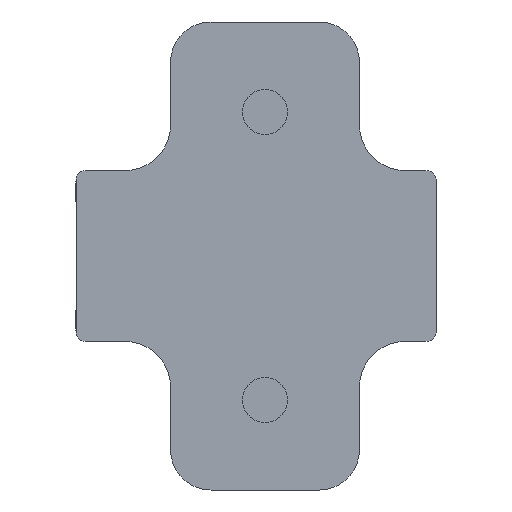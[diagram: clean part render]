
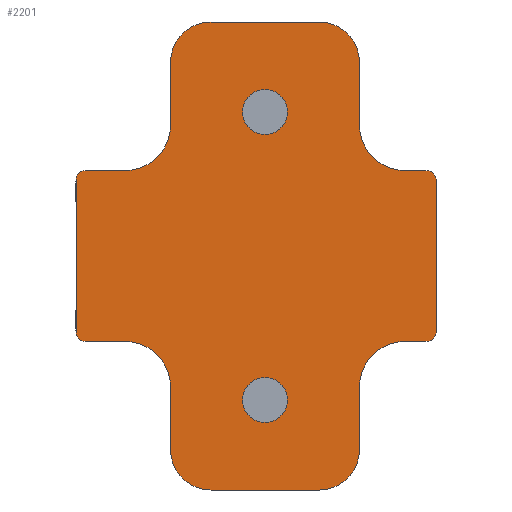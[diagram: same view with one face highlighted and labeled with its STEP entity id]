
A CAD part, left-side view. The second image highlights one B-rep face of the part: STEP entity #2201.
In plain terms, the highlighted planar face has unit normal (-1, 0, 0).
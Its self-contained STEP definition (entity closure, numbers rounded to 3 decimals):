
#341=CARTESIAN_POINT('',(0.,-18.,8.498));
#342=DIRECTION('',(-1.,0.,0.));
#343=DIRECTION('',(0.,-1.,0.));
#344=AXIS2_PLACEMENT_3D('',#341,#342,#343);
#346=DIRECTION('',(0.,0.,1.));
#347=VECTOR('',#346,16.996);
#348=CARTESIAN_POINT('',(0.,-19.,-8.498));
#349=LINE('',#348,#347);
#350=CARTESIAN_POINT('',(0.,-18.,-8.498));
#351=DIRECTION('',(-1.,0.,0.));
#352=DIRECTION('',(0.,0.,-1.));
#353=AXIS2_PLACEMENT_3D('',#350,#351,#352);
#355=DIRECTION('',(0.,-1.,0.));
#356=VECTOR('',#355,2.5);
#357=CARTESIAN_POINT('',(0.,-15.5,-9.498));
#358=LINE('',#357,#356);
#359=CARTESIAN_POINT('',(0.,-15.5,-14.498));
#360=DIRECTION('',(1.,0.,0.));
#361=DIRECTION('',(0.,1.,0.));
#362=AXIS2_PLACEMENT_3D('',#359,#360,#361);
#364=DIRECTION('',(0.,0.,1.));
#365=VECTOR('',#364,7.002);
#366=CARTESIAN_POINT('',(0.,-10.5,-21.5));
#367=LINE('',#366,#365);
#368=CARTESIAN_POINT('',(0.,-6.,-21.5));
#369=DIRECTION('',(-1.,0.,0.));
#370=DIRECTION('',(0.,0.,-1.));
#371=AXIS2_PLACEMENT_3D('',#368,#369,#370);
#373=DIRECTION('',(0.,-1.,0.));
#374=VECTOR('',#373,12.);
#375=CARTESIAN_POINT('',(0.,6.,-26.));
#376=LINE('',#375,#374);
#377=CARTESIAN_POINT('',(0.,6.,-21.5));
#378=DIRECTION('',(-1.,0.,0.));
#379=DIRECTION('',(0.,1.,0.));
#380=AXIS2_PLACEMENT_3D('',#377,#378,#379);
#382=DIRECTION('',(0.,0.,-1.));
#383=VECTOR('',#382,7.);
#384=CARTESIAN_POINT('',(0.,10.5,-14.5));
#385=LINE('',#384,#383);
#386=CARTESIAN_POINT('',(0.,15.5,-14.5));
#387=DIRECTION('',(1.,0.,0.));
#388=DIRECTION('',(0.,0.,1.));
#389=AXIS2_PLACEMENT_3D('',#386,#387,#388);
#391=DIRECTION('',(0.,-1.,0.));
#392=VECTOR('',#391,4.5);
#393=CARTESIAN_POINT('',(0.,20.,-9.5));
#394=LINE('',#393,#392);
#395=CARTESIAN_POINT('',(0.,20.,-8.5));
#396=DIRECTION('',(-1.,0.,0.));
#397=DIRECTION('',(0.,1.,0.));
#398=AXIS2_PLACEMENT_3D('',#395,#396,#397);
#400=DIRECTION('',(0.,0.,-1.));
#401=VECTOR('',#400,17.);
#402=CARTESIAN_POINT('',(0.,21.,8.5));
#403=LINE('',#402,#401);
#404=CARTESIAN_POINT('',(0.,20.,8.5));
#405=DIRECTION('',(-1.,0.,0.));
#406=DIRECTION('',(0.,0.,1.));
#407=AXIS2_PLACEMENT_3D('',#404,#405,#406);
#409=DIRECTION('',(0.,1.,0.));
#410=VECTOR('',#409,4.5);
#411=CARTESIAN_POINT('',(0.,15.5,9.5));
#412=LINE('',#411,#410);
#413=CARTESIAN_POINT('',(0.,15.5,14.5));
#414=DIRECTION('',(1.,0.,0.));
#415=DIRECTION('',(0.,-1.,0.));
#416=AXIS2_PLACEMENT_3D('',#413,#414,#415);
#418=DIRECTION('',(0.,0.,-1.));
#419=VECTOR('',#418,7.);
#420=CARTESIAN_POINT('',(0.,10.5,21.5));
#421=LINE('',#420,#419);
#422=CARTESIAN_POINT('',(0.,6.,21.5));
#423=DIRECTION('',(-1.,0.,0.));
#424=DIRECTION('',(0.,0.,1.));
#425=AXIS2_PLACEMENT_3D('',#422,#423,#424);
#427=DIRECTION('',(0.,1.,0.));
#428=VECTOR('',#427,12.);
#429=CARTESIAN_POINT('',(0.,-6.,26.));
#430=LINE('',#429,#428);
#431=CARTESIAN_POINT('',(0.,-6.,21.5));
#432=DIRECTION('',(-1.,0.,0.));
#433=DIRECTION('',(0.,-1.,0.));
#434=AXIS2_PLACEMENT_3D('',#431,#432,#433);
#436=DIRECTION('',(0.,0.,1.));
#437=VECTOR('',#436,7.002);
#438=CARTESIAN_POINT('',(0.,-10.5,14.498));
#439=LINE('',#438,#437);
#440=CARTESIAN_POINT('',(0.,-15.5,14.498));
#441=DIRECTION('',(1.,0.,0.));
#442=DIRECTION('',(0.,0.,-1.));
#443=AXIS2_PLACEMENT_3D('',#440,#441,#442);
#445=DIRECTION('',(0.,1.,0.));
#446=VECTOR('',#445,2.5);
#447=CARTESIAN_POINT('',(0.,-18.,9.498));
#448=LINE('',#447,#446);
#449=CARTESIAN_POINT('',(0.,0.,16.));
#450=DIRECTION('',(1.,0.,0.));
#451=DIRECTION('',(0.,-1.,0.));
#452=AXIS2_PLACEMENT_3D('',#449,#450,#451);
#454=CARTESIAN_POINT('',(0.,0.,16.));
#455=DIRECTION('',(1.,0.,0.));
#456=DIRECTION('',(0.,1.,0.));
#457=AXIS2_PLACEMENT_3D('',#454,#455,#456);
#459=CARTESIAN_POINT('',(0.,0.,-16.));
#460=DIRECTION('',(1.,0.,0.));
#461=DIRECTION('',(0.,-1.,0.));
#462=AXIS2_PLACEMENT_3D('',#459,#460,#461);
#464=CARTESIAN_POINT('',(0.,0.,-16.));
#465=DIRECTION('',(1.,0.,0.));
#466=DIRECTION('',(0.,1.,0.));
#467=AXIS2_PLACEMENT_3D('',#464,#465,#466);
#1727=CARTESIAN_POINT('',(0.,2.5,16.));
#1728=VERTEX_POINT('',#1727);
#1729=CARTESIAN_POINT('',(0.,-2.5,16.));
#1730=VERTEX_POINT('',#1729);
#1731=CARTESIAN_POINT('',(0.,-19.,8.498));
#1732=CARTESIAN_POINT('',(0.,-18.,9.498));
#1733=VERTEX_POINT('',#1731);
#1734=VERTEX_POINT('',#1732);
#1735=CARTESIAN_POINT('',(0.,2.5,-16.));
#1736=VERTEX_POINT('',#1735);
#1737=CARTESIAN_POINT('',(0.,-2.5,-16.));
#1738=VERTEX_POINT('',#1737);
#1743=CARTESIAN_POINT('',(0.,-15.5,9.498));
#1744=VERTEX_POINT('',#1743);
#1745=CARTESIAN_POINT('',(0.,-19.,-8.498));
#1746=VERTEX_POINT('',#1745);
#1753=CARTESIAN_POINT('',(0.,-10.5,14.498));
#1754=VERTEX_POINT('',#1753);
#1755=CARTESIAN_POINT('',(0.,-18.,-9.498));
#1756=VERTEX_POINT('',#1755);
#1771=CARTESIAN_POINT('',(0.,-10.5,21.5));
#1772=VERTEX_POINT('',#1771);
#1775=CARTESIAN_POINT('',(0.,-15.5,-9.498));
#1776=VERTEX_POINT('',#1775);
#1789=CARTESIAN_POINT('',(0.,-6.,26.));
#1790=VERTEX_POINT('',#1789);
#1793=CARTESIAN_POINT('',(0.,-10.5,-14.498));
#1794=VERTEX_POINT('',#1793);
#1800=CARTESIAN_POINT('',(0.,21.,8.5));
#1802=VERTEX_POINT('',#1800);
#1815=CARTESIAN_POINT('',(0.,6.,26.));
#1816=VERTEX_POINT('',#1815);
#1819=CARTESIAN_POINT('',(0.,-10.5,-21.5));
#1820=VERTEX_POINT('',#1819);
#1829=CARTESIAN_POINT('',(0.,21.,-8.5));
#1830=VERTEX_POINT('',#1829);
#1847=CARTESIAN_POINT('',(0.,10.5,21.5));
#1848=VERTEX_POINT('',#1847);
#1851=CARTESIAN_POINT('',(0.,-6.,-26.));
#1852=VERTEX_POINT('',#1851);
#1861=CARTESIAN_POINT('',(0.,20.,-9.5));
#1862=VERTEX_POINT('',#1861);
#1865=CARTESIAN_POINT('',(0.,20.,9.5));
#1866=VERTEX_POINT('',#1865);
#1883=CARTESIAN_POINT('',(0.,10.5,14.5));
#1884=VERTEX_POINT('',#1883);
#1887=CARTESIAN_POINT('',(0.,6.,-26.));
#1888=VERTEX_POINT('',#1887);
#1895=CARTESIAN_POINT('',(0.,15.5,-9.5));
#1896=VERTEX_POINT('',#1895);
#1923=CARTESIAN_POINT('',(0.,15.5,9.5));
#1924=VERTEX_POINT('',#1923);
#1927=CARTESIAN_POINT('',(0.,10.5,-21.5));
#1928=VERTEX_POINT('',#1927);
#1936=CARTESIAN_POINT('',(0.,10.5,-14.5));
#1938=VERTEX_POINT('',#1936);
#2136=CARTESIAN_POINT('',(0.,-19.,5.15));
#2137=DIRECTION('',(-1.,0.,0.));
#2138=DIRECTION('',(0.,1.,0.));
#2139=AXIS2_PLACEMENT_3D('',#2136,#2137,#2138);
#2140=PLANE('',#2139);
#2142=ORIENTED_EDGE('',*,*,#2141,.F.);
#2144=ORIENTED_EDGE('',*,*,#2143,.F.);
#2146=ORIENTED_EDGE('',*,*,#2145,.F.);
#2148=ORIENTED_EDGE('',*,*,#2147,.F.);
#2150=ORIENTED_EDGE('',*,*,#2149,.F.);
#2152=ORIENTED_EDGE('',*,*,#2151,.F.);
#2154=ORIENTED_EDGE('',*,*,#2153,.F.);
#2156=ORIENTED_EDGE('',*,*,#2155,.F.);
#2158=ORIENTED_EDGE('',*,*,#2157,.F.);
#2160=ORIENTED_EDGE('',*,*,#2159,.F.);
#2162=ORIENTED_EDGE('',*,*,#2161,.F.);
#2164=ORIENTED_EDGE('',*,*,#2163,.F.);
#2166=ORIENTED_EDGE('',*,*,#2165,.F.);
#2168=ORIENTED_EDGE('',*,*,#2167,.F.);
#2170=ORIENTED_EDGE('',*,*,#2169,.F.);
#2172=ORIENTED_EDGE('',*,*,#2171,.F.);
#2174=ORIENTED_EDGE('',*,*,#2173,.F.);
#2176=ORIENTED_EDGE('',*,*,#2175,.F.);
#2178=ORIENTED_EDGE('',*,*,#2177,.F.);
#2180=ORIENTED_EDGE('',*,*,#2179,.F.);
#2182=ORIENTED_EDGE('',*,*,#2181,.F.);
#2184=ORIENTED_EDGE('',*,*,#2183,.F.);
#2186=ORIENTED_EDGE('',*,*,#2185,.F.);
#2188=ORIENTED_EDGE('',*,*,#2187,.F.);
#2189=EDGE_LOOP('',(#2142,#2144,#2146,#2148,#2150,#2152,#2154,#2156,#2158,#2160,
#2162,#2164,#2166,#2168,#2170,#2172,#2174,#2176,#2178,#2180,#2182,#2184,#2186,
#2188));
#2190=FACE_OUTER_BOUND('',#2189,.F.);
#2191=ORIENTED_EDGE('',*,*,#2115,.F.);
#2192=ORIENTED_EDGE('',*,*,#2129,.F.);
#2193=EDGE_LOOP('',(#2191,#2192));
#2194=FACE_BOUND('',#2193,.F.);
#2196=ORIENTED_EDGE('',*,*,#2195,.F.);
#2198=ORIENTED_EDGE('',*,*,#2197,.F.);
#2199=EDGE_LOOP('',(#2196,#2198));
#2200=FACE_BOUND('',#2199,.F.);
#345=CIRCLE('',#344,1.);
#354=CIRCLE('',#353,1.);
#363=CIRCLE('',#362,5.);
#372=CIRCLE('',#371,4.5);
#381=CIRCLE('',#380,4.5);
#390=CIRCLE('',#389,5.);
#399=CIRCLE('',#398,1.);
#408=CIRCLE('',#407,1.);
#417=CIRCLE('',#416,5.);
#426=CIRCLE('',#425,4.5);
#435=CIRCLE('',#434,4.5);
#444=CIRCLE('',#443,5.);
#453=CIRCLE('',#452,2.5);
#458=CIRCLE('',#457,2.5);
#463=CIRCLE('',#462,2.5);
#468=CIRCLE('',#467,2.5);
#2115=EDGE_CURVE('',#1730,#1728,#453,.T.);
#2129=EDGE_CURVE('',#1728,#1730,#458,.T.);
#2141=EDGE_CURVE('',#1733,#1734,#345,.T.);
#2143=EDGE_CURVE('',#1746,#1733,#349,.T.);
#2145=EDGE_CURVE('',#1756,#1746,#354,.T.);
#2147=EDGE_CURVE('',#1776,#1756,#358,.T.);
#2149=EDGE_CURVE('',#1794,#1776,#363,.T.);
#2151=EDGE_CURVE('',#1820,#1794,#367,.T.);
#2153=EDGE_CURVE('',#1852,#1820,#372,.T.);
#2155=EDGE_CURVE('',#1888,#1852,#376,.T.);
#2157=EDGE_CURVE('',#1928,#1888,#381,.T.);
#2159=EDGE_CURVE('',#1938,#1928,#385,.T.);
#2161=EDGE_CURVE('',#1896,#1938,#390,.T.);
#2163=EDGE_CURVE('',#1862,#1896,#394,.T.);
#2165=EDGE_CURVE('',#1830,#1862,#399,.T.);
#2167=EDGE_CURVE('',#1802,#1830,#403,.T.);
#2169=EDGE_CURVE('',#1866,#1802,#408,.T.);
#2171=EDGE_CURVE('',#1924,#1866,#412,.T.);
#2173=EDGE_CURVE('',#1884,#1924,#417,.T.);
#2175=EDGE_CURVE('',#1848,#1884,#421,.T.);
#2177=EDGE_CURVE('',#1816,#1848,#426,.T.);
#2179=EDGE_CURVE('',#1790,#1816,#430,.T.);
#2181=EDGE_CURVE('',#1772,#1790,#435,.T.);
#2183=EDGE_CURVE('',#1754,#1772,#439,.T.);
#2185=EDGE_CURVE('',#1744,#1754,#444,.T.);
#2187=EDGE_CURVE('',#1734,#1744,#448,.T.);
#2195=EDGE_CURVE('',#1738,#1736,#463,.T.);
#2197=EDGE_CURVE('',#1736,#1738,#468,.T.);
#2201=ADVANCED_FACE('',(#2190,#2194,#2200),#2140,.T.);
